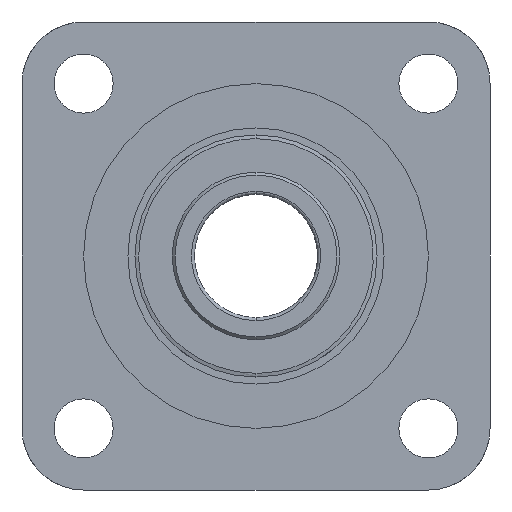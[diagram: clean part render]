
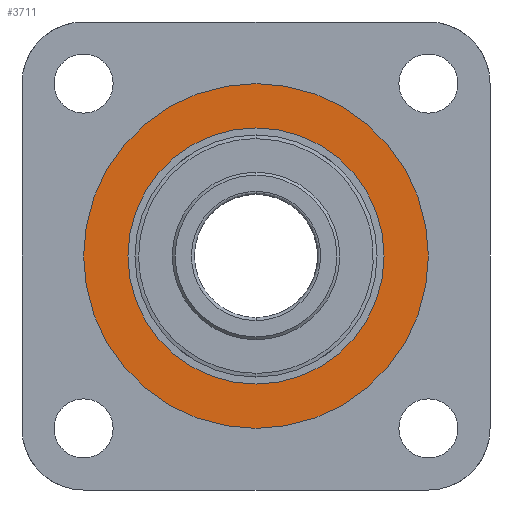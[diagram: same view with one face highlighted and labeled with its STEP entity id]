
A CAD part, left-side view. The second image highlights one B-rep face of the part: STEP entity #3711.
In plain terms, the highlighted planar face has unit normal (-1, 0, 0).
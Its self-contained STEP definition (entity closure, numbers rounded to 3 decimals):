
#120 = CARTESIAN_POINT ( 'NONE',  ( -12.25, 0., 26. ) ) ;
#173 = AXIS2_PLACEMENT_3D ( 'NONE', #2841, #3266, #1168 ) ;
#415 = VERTEX_POINT ( 'NONE', #120 ) ;
#418 = CIRCLE ( 'NONE', #443, 26. ) ;
#419 = EDGE_CURVE ( 'NONE', #5112, #3458, #2417, .T. ) ;
#443 = AXIS2_PLACEMENT_3D ( 'NONE', #2239, #2264, #5198 ) ;
#535 = ORIENTED_EDGE ( 'NONE', *, *, #2564, .F. ) ;
#597 = CARTESIAN_POINT ( 'NONE',  ( -12.25, 0., -35. ) ) ;
#644 = DIRECTION ( 'NONE',  ( 0., 0., -1. ) ) ;
#857 = CARTESIAN_POINT ( 'NONE',  ( -12.25, 0., -26. ) ) ;
#1168 = DIRECTION ( 'NONE',  ( 0., 0., -1. ) ) ;
#1343 = AXIS2_PLACEMENT_3D ( 'NONE', #2311, #5292, #644 ) ;
#1425 = EDGE_CURVE ( 'NONE', #3458, #5112, #3753, .T. ) ;
#1455 = DIRECTION ( 'NONE',  ( -1., 0., 0. ) ) ;
#2043 = CARTESIAN_POINT ( 'NONE',  ( -12.25, 0., 0. ) ) ;
#2063 = DIRECTION ( 'NONE',  ( 0., 0., -1. ) ) ;
#2081 = AXIS2_PLACEMENT_3D ( 'NONE', #2682, #1455, #4846 ) ;
#2226 = CARTESIAN_POINT ( 'NONE',  ( -12.25, 0., 35. ) ) ;
#2239 = CARTESIAN_POINT ( 'NONE',  ( -12.25, 0., 0. ) ) ;
#2246 = FACE_BOUND ( 'NONE', #4675, .T. ) ;
#2264 = DIRECTION ( 'NONE',  ( -1., 0., 0. ) ) ;
#2311 = CARTESIAN_POINT ( 'NONE',  ( -12.25, 0., 0. ) ) ;
#2342 = EDGE_LOOP ( 'NONE', ( #5259, #5329 ) ) ;
#2369 = PLANE ( 'NONE',  #173 ) ;
#2417 = CIRCLE ( 'NONE', #1343, 35. ) ;
#2564 = EDGE_CURVE ( 'NONE', #415, #4994, #418, .T. ) ;
#2682 = CARTESIAN_POINT ( 'NONE',  ( -12.25, 0., 0. ) ) ;
#2841 = CARTESIAN_POINT ( 'NONE',  ( -12.25, 0., 0. ) ) ;
#3044 = FACE_OUTER_BOUND ( 'NONE', #2342, .T. ) ;
#3266 = DIRECTION ( 'NONE',  ( 1., 0., 0. ) ) ;
#3458 = VERTEX_POINT ( 'NONE', #2226 ) ;
#3711 = ADVANCED_FACE ( 'NONE', ( #3044, #2246 ), #2369, .F. ) ;
#3753 = CIRCLE ( 'NONE', #5478, 35. ) ;
#4210 = DIRECTION ( 'NONE',  ( -1., 0., 0. ) ) ;
#4529 = CIRCLE ( 'NONE', #2081, 26. ) ;
#4562 = EDGE_CURVE ( 'NONE', #4994, #415, #4529, .T. ) ;
#4675 = EDGE_LOOP ( 'NONE', ( #4916, #535 ) ) ;
#4846 = DIRECTION ( 'NONE',  ( 0., 0., -1. ) ) ;
#4916 = ORIENTED_EDGE ( 'NONE', *, *, #4562, .F. ) ;
#4994 = VERTEX_POINT ( 'NONE', #857 ) ;
#5112 = VERTEX_POINT ( 'NONE', #597 ) ;
#5198 = DIRECTION ( 'NONE',  ( 0., 0., -1. ) ) ;
#5259 = ORIENTED_EDGE ( 'NONE', *, *, #419, .T. ) ;
#5292 = DIRECTION ( 'NONE',  ( -1., 0., 0. ) ) ;
#5329 = ORIENTED_EDGE ( 'NONE', *, *, #1425, .T. ) ;
#5478 = AXIS2_PLACEMENT_3D ( 'NONE', #2043, #4210, #2063 ) ;
